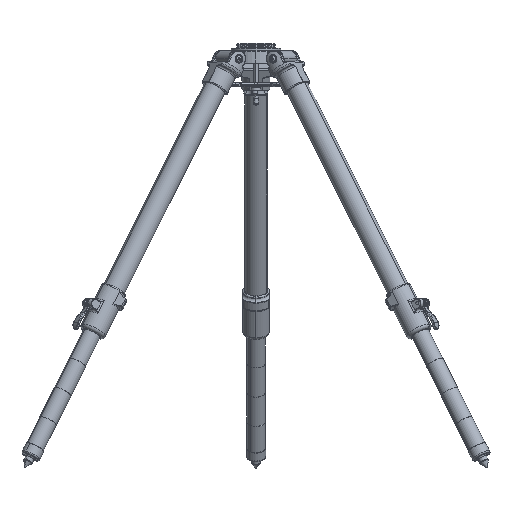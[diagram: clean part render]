
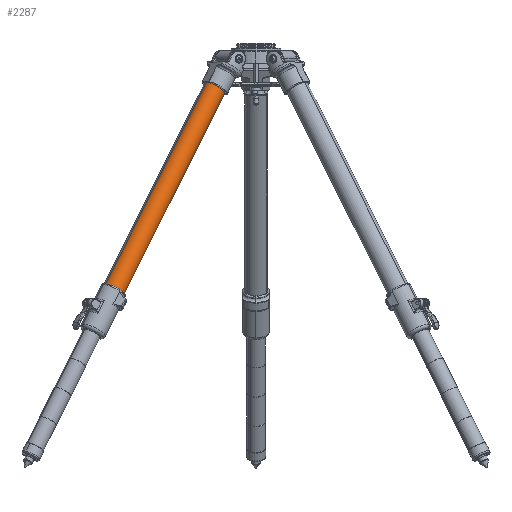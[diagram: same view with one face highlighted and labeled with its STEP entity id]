
A CAD part, top view. The second image highlights one B-rep face of the part: STEP entity #2287.
In plain terms, the highlighted cylindrical face has radius 25.4 mm (diameter 50.8 mm), a partial arc.
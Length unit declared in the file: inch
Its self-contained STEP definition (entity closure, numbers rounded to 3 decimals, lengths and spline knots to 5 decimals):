
#2007 = CIRCLE ( 'NONE', #48139, 1. ) ;
#2287 = ADVANCED_FACE ( 'NONE', ( #64584 ), #34824, .T. ) ;
#4097 = DIRECTION ( 'NONE',  ( -0.433, -0.866, 0.25 ) ) ;
#6344 = CARTESIAN_POINT ( 'NONE',  ( -13.3921, -20.79661, 7.76071 ) ) ;
#6557 = VERTEX_POINT ( 'NONE', #43695 ) ;
#7619 = ORIENTED_EDGE ( 'NONE', *, *, #8217, .F. ) ;
#7636 = EDGE_CURVE ( 'NONE', #19463, #64695, #30419, .T. ) ;
#8217 = EDGE_CURVE ( 'NONE', #19463, #6557, #35112, .T. ) ;
#10906 = DIRECTION ( 'NONE',  ( -0.894, 0.447, 0. ) ) ;
#11262 = EDGE_CURVE ( 'NONE', #64695, #15415, #2007, .T. ) ;
#11954 = DIRECTION ( 'NONE',  ( -0.894, 0.447, 0. ) ) ;
#13562 = CARTESIAN_POINT ( 'NONE',  ( -2.83623, -1.65933, 1.6375 ) ) ;
#13917 = AXIS2_PLACEMENT_3D ( 'NONE', #13562, #58549, #31710 ) ;
#15415 = VERTEX_POINT ( 'NONE', #31041 ) ;
#19463 = VERTEX_POINT ( 'NONE', #44726 ) ;
#25392 = ORIENTED_EDGE ( 'NONE', *, *, #38436, .F. ) ;
#27678 = ORIENTED_EDGE ( 'NONE', *, *, #7636, .T. ) ;
#27702 = DIRECTION ( 'NONE',  ( 0.433, 0.866, -0.25 ) ) ;
#30419 = LINE ( 'NONE', #39130, #43780 ) ;
#31041 = CARTESIAN_POINT ( 'NONE',  ( -11.91749, -21.7963, 6.85179 ) ) ;
#31710 = DIRECTION ( 'NONE',  ( 0.737, -0.5, -0.454 ) ) ;
#34824 = CYLINDRICAL_SURFACE ( 'NONE', #13917, 1. ) ;
#35112 = CIRCLE ( 'NONE', #41761, 1. ) ;
#38436 = EDGE_CURVE ( 'NONE', #6557, #15415, #40789, .T. ) ;
#38632 = CARTESIAN_POINT ( 'NONE',  ( -3.68061, -3.34808, 2.125 ) ) ;
#39130 = CARTESIAN_POINT ( 'NONE',  ( -3.57354, -1.15948, 2.09196 ) ) ;
#39231 = VECTOR ( 'NONE', #59828, 39.37008 ) ;
#40677 = DIRECTION ( 'NONE',  ( 0.433, 0.866, -0.25 ) ) ;
#40789 = LINE ( 'NONE', #49746, #39231 ) ;
#41761 = AXIS2_PLACEMENT_3D ( 'NONE', #38632, #27702, #11954 ) ;
#43695 = CARTESIAN_POINT ( 'NONE',  ( -2.9433, -3.84792, 1.67054 ) ) ;
#43780 = VECTOR ( 'NONE', #4097, 39.37008 ) ;
#44726 = CARTESIAN_POINT ( 'NONE',  ( -4.41791, -2.84823, 2.57946 ) ) ;
#47665 = CARTESIAN_POINT ( 'NONE',  ( -12.6548, -21.29645, 7.30625 ) ) ;
#48139 = AXIS2_PLACEMENT_3D ( 'NONE', #47665, #40677, #10906 ) ;
#48708 = EDGE_LOOP ( 'NONE', ( #7619, #27678, #62394, #25392 ) ) ;
#49746 = CARTESIAN_POINT ( 'NONE',  ( -2.09893, -2.15917, 1.18304 ) ) ;
#58549 = DIRECTION ( 'NONE',  ( -0.433, -0.866, 0.25 ) ) ;
#59828 = DIRECTION ( 'NONE',  ( -0.433, -0.866, 0.25 ) ) ;
#62394 = ORIENTED_EDGE ( 'NONE', *, *, #11262, .T. ) ;
#64584 = FACE_OUTER_BOUND ( 'NONE', #48708, .T. ) ;
#64695 = VERTEX_POINT ( 'NONE', #6344 ) ;
